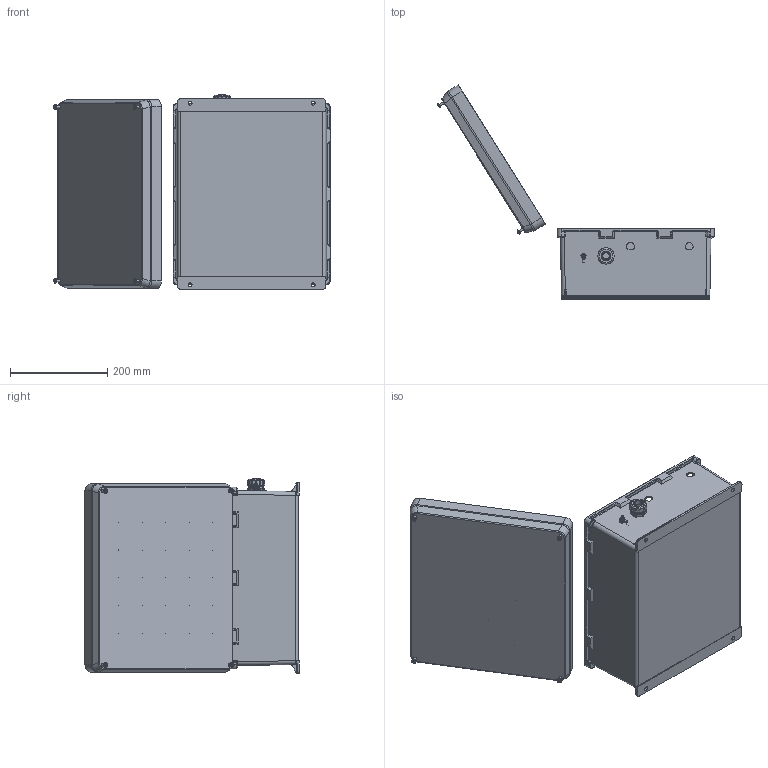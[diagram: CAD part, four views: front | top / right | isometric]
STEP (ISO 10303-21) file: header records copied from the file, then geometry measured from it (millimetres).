
FILE_DESCRIPTION (( 'STEP AP214' ), '1' );
FILE_NAME ('NBC141206-01.STEP', '2018-02-22T14:11:35', ( '' ), ( '' ), 'SwSTEP 2.0', 'SolidWorks 2017', '' );
FILE_SCHEMA (( 'AUTOMOTIVE_DESIGN' ));
Length unit declared in the file: inch
Products named in the file (15): NEMA GroundWire-NBC141206-00V; XFS-0017; 10-32 NEMA PLATE SCREW; XCT-0011; XCT-0010; XF451-01; XFW-0002; XFN-0003; XCT-0005; XFS-0026; XC-0003; NBC141206-Lid; NB141207-Box; NBC141206-01; NBC_LidScrew
Assembly tree (25 placements, depth 2):
  NBC141206-01
    NB141207-Box
    NBC141206-Lid
    XC-0003
    XFS-0026
    XCT-0005
    XFN-0003  x2
    XFW-0002  x5
    XF451-01
    XCT-0010
    XCT-0011
    10-32 NEMA PLATE SCREW  x4
    XFS-0017
    NEMA GroundWire-NBC141206-00V
    NBC_LidScrew  x4
Bounding box: 569.84 x 441.44 x 402.37 mm (x, y, z)
Volume: 2111678.6 mm3; surface area: 1217939.8 mm2
Topology: 25 solids, 26 shells, 2102 faces, 5326 edges, 3261 vertices
Faces by surface type: cylinder 781, plane 655, cone 341, bspline 151, torus 142, sphere 32
Full cylindrical faces by diameter (mm): 2.705 x40, 2.846 x1, 3.556 x9, 3.607 x1, 4.216 x4, 4.572 x2, 5.004 x1, 5.182 x1, 5.588 x2, 5.639 x1, 5.7 x2, 6.35 x4, 6.5 x4, 6.655 x1, 7.62 x3, 8 x4, 8.928 x4, 9.22 x1, 9.296 x4, 9.525 x5, 10 x4, 13.538 x2, 14.315 x1, 16.281 x1, 18.491 x1, 19.406 x2, 20.345 x2, 21.215 x1, 22.606 x1, 25.4 x1
Entity records: 55662 total; most frequent: CARTESIAN_POINT 15603, DIRECTION 7165, ORIENTED_EDGE 7058, EDGE_CURVE 3529, AXIS2_PLACEMENT_3D 2828, VERTEX_POINT 2327, EDGE_LOOP 2082, FACE_OUTER_BOUND 1725
